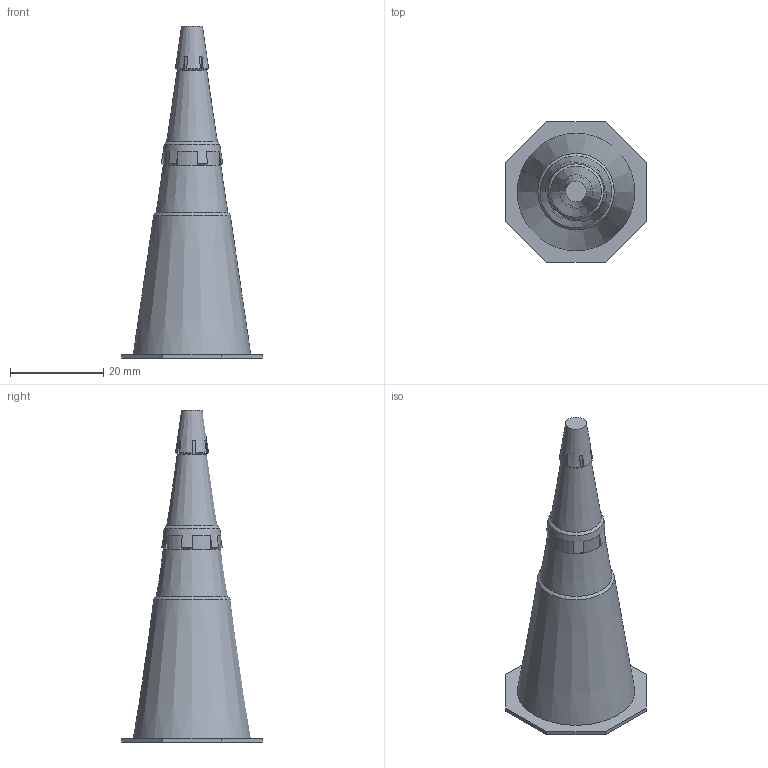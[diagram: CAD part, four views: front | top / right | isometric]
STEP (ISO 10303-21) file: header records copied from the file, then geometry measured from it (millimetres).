
FILE_DESCRIPTION(('FreeCAD Model'),'2;1');
FILE_NAME('Open CASCADE Shape Model','2025-01-11T18:39:47',(''),(''), 'Open CASCADE STEP processor 7.8','FreeCAD','Unknown');
FILE_SCHEMA(('AUTOMOTIVE_DESIGN { 1 0 10303 214 1 1 1 1 }'));
Length unit declared in the file: millimetre
Products named in the file (1): Cone
Bounding box: 30 x 30 x 71.12 mm (x, y, z)
Volume: 13322.7 mm3; surface area: 4484 mm2
Topology: 1 solids, 1 shells, 68 faces, 160 edges, 96 vertices
Faces by surface type: plane 36, cone 20, cylinder 12
Entity records: 1948 total; most frequent: DIRECTION 354, CARTESIAN_POINT 325, ORIENTED_EDGE 320, EDGE_CURVE 160, AXIS2_PLACEMENT_3D 125, LINE 104, VECTOR 104, VERTEX_POINT 96
